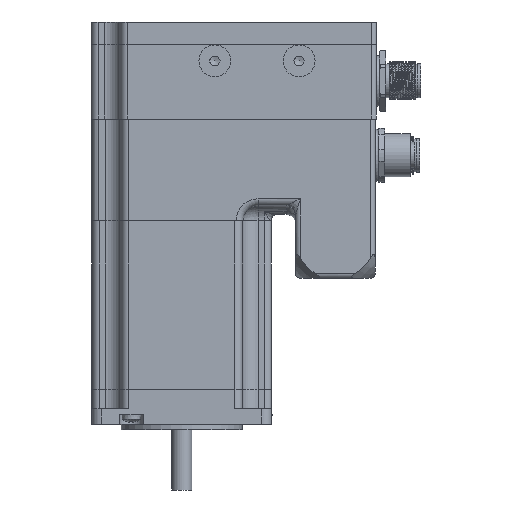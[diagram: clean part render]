
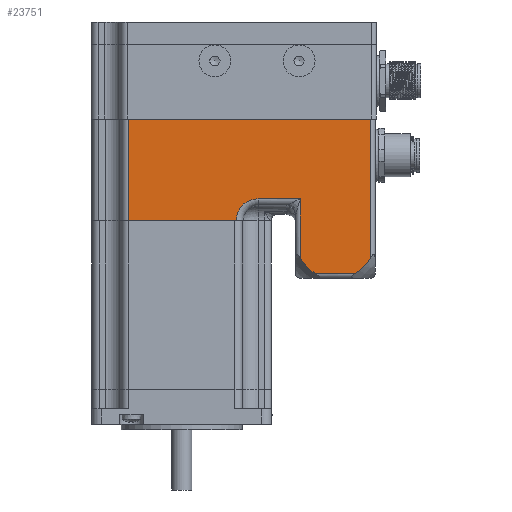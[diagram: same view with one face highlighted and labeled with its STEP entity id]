
A CAD part, left-side view. The second image highlights one B-rep face of the part: STEP entity #23751.
In plain terms, the highlighted planar face has unit normal (-1, 0, 0).
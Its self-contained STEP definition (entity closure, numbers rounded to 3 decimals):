
#1239=PLANE('',#25349);
#1883=FACE_OUTER_BOUND('',#3190,.T.);
#3190=EDGE_LOOP('',(#16041,#16042,#16043,#16044,#16045,#16046,#16047,#16048,
#16049,#16050));
#4640=LINE('',#35448,#6169);
#4642=LINE('',#35471,#6171);
#4721=LINE('',#35866,#6250);
#4731=LINE('',#35985,#6260);
#4733=LINE('',#35989,#6262);
#4751=LINE('',#36050,#6280);
#4752=LINE('',#36052,#6281);
#6169=VECTOR('',#28455,13.3);
#6171=VECTOR('',#28461,18.726);
#6250=VECTOR('',#28764,12.619);
#6260=VECTOR('',#28806,76.1);
#6262=VECTOR('',#28812,43.809);
#6280=VECTOR('',#28872,32.);
#6281=VECTOR('',#28873,33.883);
#7678=CIRCLE('',#25300,12.);
#7684=CIRCLE('',#25313,12.);
#7703=CIRCLE('',#25350,6.917);
#9113=VERTEX_POINT('',#35179);
#9142=VERTEX_POINT('',#35447);
#9144=VERTEX_POINT('',#35453);
#9209=VERTEX_POINT('',#35746);
#9217=VERTEX_POINT('',#35846);
#9220=VERTEX_POINT('',#35890);
#9235=VERTEX_POINT('',#35982);
#9236=VERTEX_POINT('',#35984);
#9258=VERTEX_POINT('',#36049);
#9259=VERTEX_POINT('',#36051);
#11682=EDGE_CURVE('',#9113,#9142,#4640,.T.);
#11686=EDGE_CURVE('',#9144,#9113,#4642,.T.);
#11804=EDGE_CURVE('',#9209,#9144,#7678,.T.);
#11818=EDGE_CURVE('',#9217,#9209,#4721,.T.);
#11822=EDGE_CURVE('',#9220,#9217,#7684,.T.);
#11842=EDGE_CURVE('',#9235,#9236,#4731,.T.);
#11845=EDGE_CURVE('',#9236,#9220,#4733,.T.);
#11872=EDGE_CURVE('',#9258,#9235,#4751,.T.);
#11873=EDGE_CURVE('',#9259,#9258,#4752,.T.);
#11874=EDGE_CURVE('',#9142,#9259,#7703,.T.);
#16041=ORIENTED_EDGE('',*,*,#11686,.F.);
#16042=ORIENTED_EDGE('',*,*,#11804,.F.);
#16043=ORIENTED_EDGE('',*,*,#11818,.F.);
#16044=ORIENTED_EDGE('',*,*,#11822,.F.);
#16045=ORIENTED_EDGE('',*,*,#11845,.F.);
#16046=ORIENTED_EDGE('',*,*,#11842,.F.);
#16047=ORIENTED_EDGE('',*,*,#11872,.F.);
#16048=ORIENTED_EDGE('',*,*,#11873,.F.);
#16049=ORIENTED_EDGE('',*,*,#11874,.F.);
#16050=ORIENTED_EDGE('',*,*,#11682,.F.);
#23751=ADVANCED_FACE('',(#1883),#1239,.T.);
#25300=AXIS2_PLACEMENT_3D('',#35766,#28737,#28738);
#25313=AXIS2_PLACEMENT_3D('',#35908,#28769,#28770);
#25349=AXIS2_PLACEMENT_3D('',#36048,#28870,#28871);
#25350=AXIS2_PLACEMENT_3D('',#36053,#28874,#28875);
#28455=DIRECTION('',(0.,1.,0.));
#28461=DIRECTION('',(0.,0.,1.));
#28737=DIRECTION('center_axis',(1.,0.,0.));
#28738=DIRECTION('ref_axis',(0.,-1.,0.));
#28764=DIRECTION('',(0.,1.,0.));
#28769=DIRECTION('center_axis',(1.,0.,0.));
#28770=DIRECTION('ref_axis',(0.,-1.,0.));
#28806=DIRECTION('',(0.,-1.,0.));
#28812=DIRECTION('',(0.,0.,-1.));
#28870=DIRECTION('center_axis',(-1.,0.,0.));
#28871=DIRECTION('ref_axis',(0.,-1.,0.));
#28872=DIRECTION('',(0.,0.,1.));
#28873=DIRECTION('',(0.,1.,0.));
#28874=DIRECTION('center_axis',(-1.,0.,0.));
#28875=DIRECTION('ref_axis',(0.,0.707,0.707));
#35179=CARTESIAN_POINT('',(8.648,-41.952,-24.166));
#35447=CARTESIAN_POINT('',(8.648,-28.652,-24.166));
#35448=CARTESIAN_POINT('',(8.648,-41.952,-24.166));
#35453=CARTESIAN_POINT('',(8.648,-41.952,-42.892));
#35471=CARTESIAN_POINT('',(8.648,-41.952,-42.892));
#35746=CARTESIAN_POINT('',(8.648,-46.643,-47.582));
#35766=CARTESIAN_POINT('Origin',(8.648,-52.452,-37.082));
#35846=CARTESIAN_POINT('',(8.648,-59.261,-47.582));
#35866=CARTESIAN_POINT('',(8.648,-59.261,-47.582));
#35890=CARTESIAN_POINT('',(8.648,-63.952,-42.892));
#35908=CARTESIAN_POINT('Origin',(8.648,-53.452,-37.082));
#35982=CARTESIAN_POINT('',(8.648,12.148,0.918));
#35984=CARTESIAN_POINT('',(8.648,-63.952,0.918));
#35985=CARTESIAN_POINT('',(8.648,12.148,0.918));
#35989=CARTESIAN_POINT('',(8.648,-63.952,0.918));
#36048=CARTESIAN_POINT('Origin',(8.648,14.348,-31.082));
#36049=CARTESIAN_POINT('',(8.648,12.148,-31.082));
#36050=CARTESIAN_POINT('',(8.648,12.148,-31.082));
#36051=CARTESIAN_POINT('',(8.648,-21.735,-31.082));
#36052=CARTESIAN_POINT('',(8.648,-21.735,-31.082));
#36053=CARTESIAN_POINT('Origin',(8.648,-28.652,-31.082));
